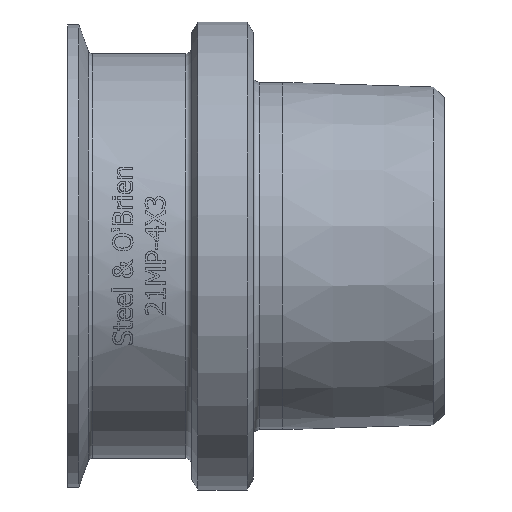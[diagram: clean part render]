
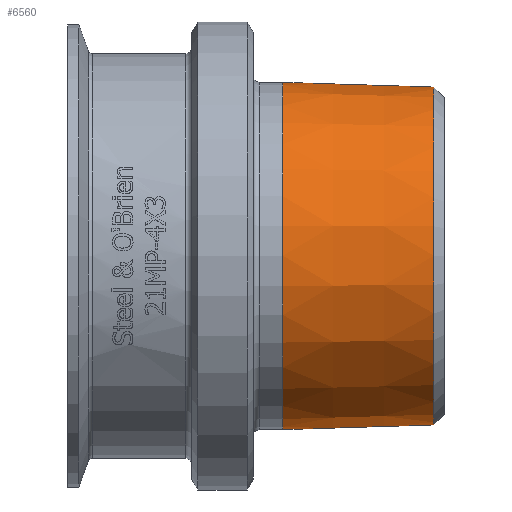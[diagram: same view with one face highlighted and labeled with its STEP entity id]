
A CAD part, top view. The second image highlights one B-rep face of the part: STEP entity #6560.
In plain terms, the highlighted conical face has half-angle 1.783 degrees and reference radius 44.015 mm.
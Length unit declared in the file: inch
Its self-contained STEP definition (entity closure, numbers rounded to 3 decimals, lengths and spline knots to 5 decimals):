
#20=CONICAL_SURFACE('',#6966,1.73288,1.783);
#105=FACE_BOUND('',#1196,.T.);
#792=FACE_OUTER_BOUND('',#1195,.T.);
#1195=EDGE_LOOP('',(#6099));
#1196=EDGE_LOOP('',(#6100));
#2266=CIRCLE('',#6964,1.71072);
#2268=CIRCLE('',#6967,1.75831);
#3234=VERTEX_POINT('',#14071);
#3236=VERTEX_POINT('',#14076);
#4199=EDGE_CURVE('',#3234,#3234,#2266,.T.);
#4201=EDGE_CURVE('',#3236,#3236,#2268,.T.);
#6099=ORIENTED_EDGE('',*,*,#4201,.T.);
#6100=ORIENTED_EDGE('',*,*,#4199,.F.);
#6560=ADVANCED_FACE('',(#792,#105),#20,.T.);
#6964=AXIS2_PLACEMENT_3D('',#14072,#8204,#8205);
#6966=AXIS2_PLACEMENT_3D('',#14075,#8208,#8209);
#6967=AXIS2_PLACEMENT_3D('',#14077,#8210,#8211);
#8204=DIRECTION('center_axis',(1.,0.,0.));
#8205=DIRECTION('ref_axis',(0.,-1.,0.));
#8208=DIRECTION('center_axis',(-1.,0.,0.));
#8209=DIRECTION('ref_axis',(0.,1.,0.));
#8210=DIRECTION('center_axis',(1.,0.,0.));
#8211=DIRECTION('ref_axis',(0.,1.,0.));
#14071=CARTESIAN_POINT('',(3.70805,1.71072,0.));
#14072=CARTESIAN_POINT('Origin',(3.70805,0.,
0.));
#14075=CARTESIAN_POINT('Origin',(2.99615,0.,0.));
#14076=CARTESIAN_POINT('',(2.1793,1.75831,0.));
#14077=CARTESIAN_POINT('Origin',(2.1793,0.,0.));
